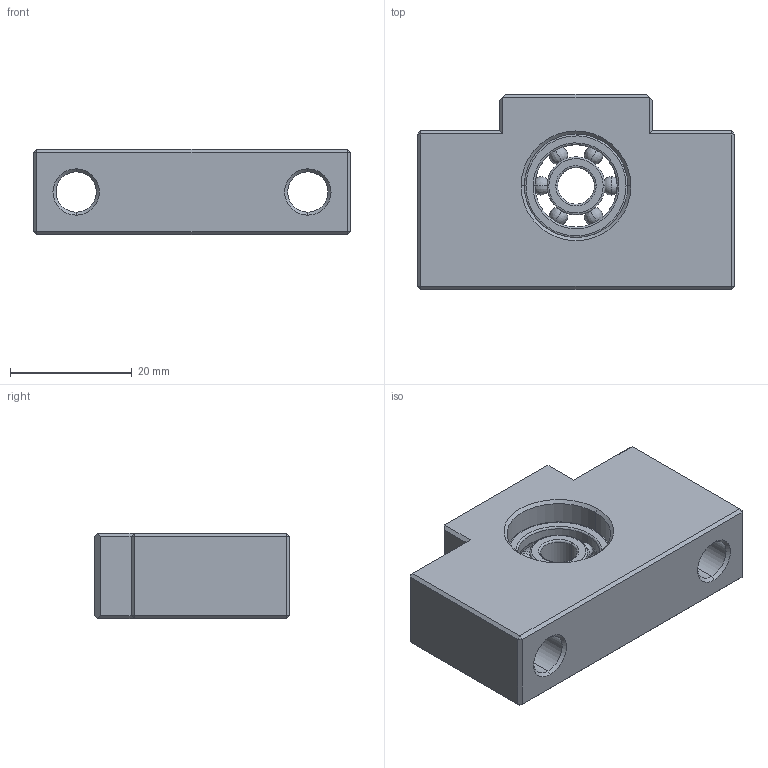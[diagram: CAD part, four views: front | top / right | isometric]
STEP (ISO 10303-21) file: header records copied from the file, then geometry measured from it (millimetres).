
FILE_DESCRIPTION (( 'STEP AP214' ), '1' );
FILE_NAME ('BFN08.step', '2020-09-08T14:34:24', ( '' ), ( '' ), 'SwSTEP 2.0', 'SolidWorks 2020', '' );
FILE_SCHEMA (( 'AUTOMOTIVE_DESIGN' ));
Length unit declared in the file: millimetre
Products named in the file (1): BFN08
Bounding box: 52 x 32 x 14 mm (x, y, z)
Volume: 15303.9 mm3; surface area: 8002.1 mm2
Topology: 9 solids, 9 shells, 116 faces, 256 edges, 136 vertices
Faces by surface type: plane 46, bspline 32, cylinder 22, cone 12, sphere 4
Entity records: 4702 total; most frequent: CARTESIAN_POINT 1009, DIRECTION 482, ORIENTED_EDGE 460, EDGE_CURVE 230, AXIS2_PLACEMENT_3D 183, VERTEX_POINT 134, EDGE_LOOP 128, UNCERTAINTY_MEASURE_WITH_UNIT 127
